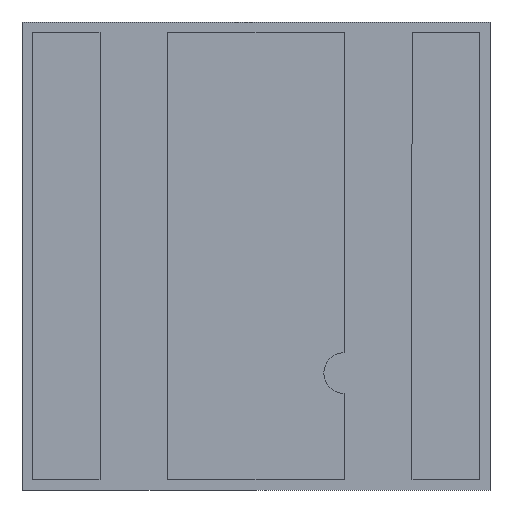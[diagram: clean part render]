
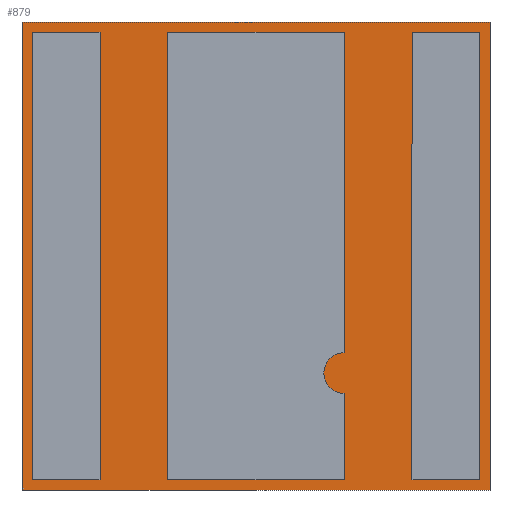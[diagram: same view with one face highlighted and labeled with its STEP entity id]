
A CAD part, front view. The second image highlights one B-rep face of the part: STEP entity #879.
In plain terms, the highlighted planar face has unit normal (0, -1, 0).
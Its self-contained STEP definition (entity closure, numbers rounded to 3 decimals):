
#6 = LINE ( 'NONE', #367, #646 ) ;
#14 = DIRECTION ( 'NONE',  ( 1., 0., 0. ) ) ;
#17 = LINE ( 'NONE', #378, #595 ) ;
#18 = CARTESIAN_POINT ( 'NONE',  ( -1.725, 0.05, 1.725 ) ) ;
#23 = VERTEX_POINT ( 'NONE', #735 ) ;
#29 = EDGE_CURVE ( '����ó��1_8+����ó��1_19+����ó��1_', #775, #257, #264, .T. ) ;
#52 = VECTOR ( 'NONE', #263, 1000. ) ;
#59 = EDGE_CURVE ( '����ó��1_8+����ó��1_27+����ó��1_', #125, #1095, #1121, .T. ) ;
#60 = DIRECTION ( 'NONE',  ( 0., 0., -1. ) ) ;
#62 = DIRECTION ( 'NONE',  ( -1., 0., 0. ) ) ;
#83 = VECTOR ( 'NONE', #1159, 1000. ) ;
#116 = CARTESIAN_POINT ( 'NONE',  ( -0.65, 0.05, -1.65 ) ) ;
#125 = VERTEX_POINT ( 'NONE', #379 ) ;
#133 = EDGE_CURVE ( '����ó��1_11+����ó��1_8+����ó��1_', #1171, #456, #568, .T. ) ;
#155 = FACE_BOUND ( 'NONE', #344, .T. ) ;
#169 = ORIENTED_EDGE ( 'NONE', *, *, #781, .F. ) ;
#183 = ORIENTED_EDGE ( 'NONE', *, *, #1136, .F. ) ;
#191 = LINE ( 'NONE', #293, #997 ) ;
#197 = DIRECTION ( 'NONE',  ( 0., -1., 0. ) ) ;
#207 = VECTOR ( 'NONE', #982, 1000. ) ;
#208 = ORIENTED_EDGE ( 'NONE', *, *, #832, .T. ) ;
#209 = ORIENTED_EDGE ( 'NONE', *, *, #443, .T. ) ;
#223 = EDGE_CURVE ( '����ó��1_8+����ó��1_24+����ó��1_', #848, #901, #413, .T. ) ;
#224 = ORIENTED_EDGE ( 'NONE', *, *, #406, .T. ) ;
#229 = LINE ( 'NONE', #603, #207 ) ;
#233 = CARTESIAN_POINT ( 'NONE',  ( -1.65, 0.05, 1.65 ) ) ;
#234 = VECTOR ( 'NONE', #655, 1000. ) ;
#239 = FACE_BOUND ( 'NONE', #810, .T. ) ;
#257 = VERTEX_POINT ( 'NONE', #360 ) ;
#259 = ORIENTED_EDGE ( 'NONE', *, *, #805, .F. ) ;
#261 = LINE ( 'NONE', #640, #392 ) ;
#263 = DIRECTION ( 'NONE',  ( 0., 0., -1. ) ) ;
#264 = LINE ( 'NONE', #645, #654 ) ;
#273 = CARTESIAN_POINT ( 'NONE',  ( -0.65, 0.05, 1.65 ) ) ;
#290 = ORIENTED_EDGE ( 'NONE', *, *, #534, .T. ) ;
#293 = CARTESIAN_POINT ( 'NONE',  ( -1.725, 0.05, -1.725 ) ) ;
#298 = DIRECTION ( 'NONE',  ( 0., 0., 1. ) ) ;
#306 = ORIENTED_EDGE ( 'NONE', *, *, #1119, .T. ) ;
#321 = EDGE_CURVE ( '����ó��1_8+����ó��1_20+����ó��1_', #257, #666, #399, .T. ) ;
#323 = LINE ( 'NONE', #704, #1055 ) ;
#331 = CARTESIAN_POINT ( 'NONE',  ( 0.65, 0.05, -1.013 ) ) ;
#340 = VERTEX_POINT ( 'NONE', #1111 ) ;
#341 = CARTESIAN_POINT ( 'NONE',  ( 0., 0.05, 0. ) ) ;
#343 = EDGE_CURVE ( '����ó��1_8+����ó��1_22+����ó��1_', #431, #775, #261, .T. ) ;
#344 = EDGE_LOOP ( 'NONE', ( #859, #1176, #306, #290 ) ) ;
#346 = AXIS2_PLACEMENT_3D ( 'NONE', #341, #723, #1099 ) ;
#360 = CARTESIAN_POINT ( 'NONE',  ( 1.15, 0.05, -1.65 ) ) ;
#367 = CARTESIAN_POINT ( 'NONE',  ( -1.725, 0.05, 1.725 ) ) ;
#375 = CARTESIAN_POINT ( 'NONE',  ( 1.725, 0.05, 1.725 ) ) ;
#378 = CARTESIAN_POINT ( 'NONE',  ( -0.65, 0.05, -1.65 ) ) ;
#379 = CARTESIAN_POINT ( 'NONE',  ( -0.65, 0.05, 1.65 ) ) ;
#392 = VECTOR ( 'NONE', #1018, 1000. ) ;
#399 = LINE ( 'NONE', #778, #83 ) ;
#406 = EDGE_CURVE ( '����ó��1_8+����ó��1_21+����ó��1_', #666, #431, #468, .T. ) ;
#407 = VERTEX_POINT ( 'NONE', #375 ) ;
#413 = LINE ( 'NONE', #1113, #52 ) ;
#425 = CARTESIAN_POINT ( 'NONE',  ( -1.15, 0.05, -1.65 ) ) ;
#429 = AXIS2_PLACEMENT_3D ( 'NONE', #1042, #197, #567 ) ;
#431 = VERTEX_POINT ( 'NONE', #667 ) ;
#433 = EDGE_CURVE ( '����ó��1_8+����ó��1_25+����ó��1_', #658, #848, #970, .T. ) ;
#443 = EDGE_CURVE ( '����ó��1_8+����ó��1_28+����ó��1_', #340, #125, #17, .T. ) ;
#450 = VECTOR ( 'NONE', #610, 1000. ) ;
#456 = VERTEX_POINT ( 'NONE', #1141 ) ;
#468 = LINE ( 'NONE', #844, #804 ) ;
#481 = DIRECTION ( 'NONE',  ( -1., 0., 0. ) ) ;
#509 = ORIENTED_EDGE ( 'NONE', *, *, #133, .F. ) ;
#518 = LINE ( 'NONE', #888, #784 ) ;
#521 = LINE ( 'NONE', #890, #1144 ) ;
#524 = PLANE ( 'NONE',  #346 ) ;
#526 = ORIENTED_EDGE ( 'NONE', *, *, #223, .T. ) ;
#532 = CARTESIAN_POINT ( 'NONE',  ( 0.65, 0.05, -1.65 ) ) ;
#534 = EDGE_CURVE ( '����ó��1_8+����ó��1_16+����ó��1_', #535, #865, #521, .T. ) ;
#535 = VERTEX_POINT ( 'NONE', #425 ) ;
#552 = CARTESIAN_POINT ( 'NONE',  ( -1.15, 0.05, 1.65 ) ) ;
#557 = CARTESIAN_POINT ( 'NONE',  ( 0.65, 0.05, -0.713 ) ) ;
#567 = DIRECTION ( 'NONE',  ( 0., 0., 1. ) ) ;
#568 = LINE ( 'NONE', #18, #1089 ) ;
#595 = VECTOR ( 'NONE', #762, 1000. ) ;
#598 = VERTEX_POINT ( 'NONE', #552 ) ;
#603 = CARTESIAN_POINT ( 'NONE',  ( 1.725, 0.05, 1.725 ) ) ;
#610 = DIRECTION ( 'NONE',  ( 1., 0., 0. ) ) ;
#619 = FACE_BOUND ( 'NONE', #1138, .T. ) ;
#640 = CARTESIAN_POINT ( 'NONE',  ( 1.65, 0.05, 1.65 ) ) ;
#645 = CARTESIAN_POINT ( 'NONE',  ( 1.15, 0.05, -1.65 ) ) ;
#646 = VECTOR ( 'NONE', #747, 1000. ) ;
#654 = VECTOR ( 'NONE', #1021, 1000. ) ;
#655 = DIRECTION ( 'NONE',  ( 1., 0., 0. ) ) ;
#658 = VERTEX_POINT ( 'NONE', #557 ) ;
#666 = VERTEX_POINT ( 'NONE', #1047 ) ;
#667 = CARTESIAN_POINT ( 'NONE',  ( 1.65, 0.05, 1.65 ) ) ;
#675 = DIRECTION ( 'NONE',  ( -1., 0., 0. ) ) ;
#701 = EDGE_CURVE ( '����ó��1_8+����ó��1_17+����ó��1_', #865, #23, #767, .T. ) ;
#704 = CARTESIAN_POINT ( 'NONE',  ( -1.15, 0.05, -1.65 ) ) ;
#709 = CARTESIAN_POINT ( 'NONE',  ( -1.725, 0.05, -1.725 ) ) ;
#711 = ORIENTED_EDGE ( 'NONE', *, *, #59, .T. ) ;
#723 = DIRECTION ( 'NONE',  ( 0., -1., 0. ) ) ;
#731 = ORIENTED_EDGE ( 'NONE', *, *, #1064, .T. ) ;
#735 = CARTESIAN_POINT ( 'NONE',  ( -1.65, 0.05, 1.65 ) ) ;
#747 = DIRECTION ( 'NONE',  ( 1., 0., 0. ) ) ;
#760 = ORIENTED_EDGE ( 'NONE', *, *, #433, .T. ) ;
#762 = DIRECTION ( 'NONE',  ( 0., 0., 1. ) ) ;
#767 = LINE ( 'NONE', #1148, #836 ) ;
#775 = VERTEX_POINT ( 'NONE', #835 ) ;
#778 = CARTESIAN_POINT ( 'NONE',  ( 1.15, 0.05, -1.65 ) ) ;
#781 = EDGE_CURVE ( '����ó��1_12+����ó��1_8+����ó��1', #456, #407, #6, .T. ) ;
#784 = VECTOR ( 'NONE', #60, 1000. ) ;
#804 = VECTOR ( 'NONE', #14, 1000. ) ;
#805 = EDGE_CURVE ( '����ó��1_10+����ó��1_8+����ó��1', #969, #1171, #191, .T. ) ;
#810 = EDGE_LOOP ( 'NONE', ( #731, #209, #711, #208, #760, #526 ) ) ;
#815 = CARTESIAN_POINT ( 'NONE',  ( 1.725, 0.05, -1.725 ) ) ;
#832 = EDGE_CURVE ( '����ó��1_8+����ó��1_26+����ó��1_', #1095, #658, #518, .T. ) ;
#835 = CARTESIAN_POINT ( 'NONE',  ( 1.65, 0.05, -1.65 ) ) ;
#836 = VECTOR ( 'NONE', #298, 1000. ) ;
#841 = ORIENTED_EDGE ( 'NONE', *, *, #29, .T. ) ;
#844 = CARTESIAN_POINT ( 'NONE',  ( 1.15, 0.05, 1.65 ) ) ;
#848 = VERTEX_POINT ( 'NONE', #331 ) ;
#859 = ORIENTED_EDGE ( 'NONE', *, *, #701, .T. ) ;
#865 = VERTEX_POINT ( 'NONE', #1090 ) ;
#870 = CARTESIAN_POINT ( 'NONE',  ( 0.65, 0.05, 1.65 ) ) ;
#879 = ADVANCED_FACE ( 'NONE', ( #239, #619, #991, #155 ), #524, .T. ) ;
#888 = CARTESIAN_POINT ( 'NONE',  ( 0.65, 0.05, -0.713 ) ) ;
#890 = CARTESIAN_POINT ( 'NONE',  ( -1.65, 0.05, -1.65 ) ) ;
#901 = VERTEX_POINT ( 'NONE', #532 ) ;
#952 = LINE ( 'NONE', #116, #1093 ) ;
#960 = EDGE_LOOP ( 'NONE', ( #183, #169, #509, #259 ) ) ;
#969 = VERTEX_POINT ( 'NONE', #815 ) ;
#970 = CIRCLE ( 'NONE', #429, 0.15 ) ;
#982 = DIRECTION ( 'NONE',  ( 0., 0., -1. ) ) ;
#991 = FACE_OUTER_BOUND ( 'NONE', #960, .T. ) ;
#997 = VECTOR ( 'NONE', #675, 1000. ) ;
#1018 = DIRECTION ( 'NONE',  ( 0., 0., -1. ) ) ;
#1021 = DIRECTION ( 'NONE',  ( -1., 0., 0. ) ) ;
#1042 = CARTESIAN_POINT ( 'NONE',  ( 0.65, 0.05, -0.863 ) ) ;
#1047 = CARTESIAN_POINT ( 'NONE',  ( 1.15, 0.05, 1.65 ) ) ;
#1052 = DIRECTION ( 'NONE',  ( 0., 0., 1. ) ) ;
#1055 = VECTOR ( 'NONE', #1080, 1000. ) ;
#1061 = ORIENTED_EDGE ( 'NONE', *, *, #343, .T. ) ;
#1064 = EDGE_CURVE ( '����ó��1_8+����ó��1_23+����ó��1_', #901, #340, #952, .T. ) ;
#1080 = DIRECTION ( 'NONE',  ( 0., 0., -1. ) ) ;
#1085 = LINE ( 'NONE', #233, #450 ) ;
#1089 = VECTOR ( 'NONE', #1052, 1000. ) ;
#1090 = CARTESIAN_POINT ( 'NONE',  ( -1.65, 0.05, -1.65 ) ) ;
#1093 = VECTOR ( 'NONE', #481, 1000. ) ;
#1095 = VERTEX_POINT ( 'NONE', #870 ) ;
#1099 = DIRECTION ( 'NONE',  ( 0., 0., -1. ) ) ;
#1111 = CARTESIAN_POINT ( 'NONE',  ( -0.65, 0.05, -1.65 ) ) ;
#1113 = CARTESIAN_POINT ( 'NONE',  ( 0.65, 0.05, -1.65 ) ) ;
#1119 = EDGE_CURVE ( '����ó��1_8+����ó��1_15+����ó��1_', #598, #535, #323, .T. ) ;
#1121 = LINE ( 'NONE', #273, #234 ) ;
#1136 = EDGE_CURVE ( '����ó��1_9+����ó��1_8+����ó��1_', #407, #969, #229, .T. ) ;
#1138 = EDGE_LOOP ( 'NONE', ( #1061, #841, #1192, #224 ) ) ;
#1141 = CARTESIAN_POINT ( 'NONE',  ( -1.725, 0.05, 1.725 ) ) ;
#1144 = VECTOR ( 'NONE', #62, 1000. ) ;
#1148 = CARTESIAN_POINT ( 'NONE',  ( -1.65, 0.05, 1.65 ) ) ;
#1159 = DIRECTION ( 'NONE',  ( 0., 0., 1. ) ) ;
#1171 = VERTEX_POINT ( 'NONE', #709 ) ;
#1173 = EDGE_CURVE ( '����ó��1_8+����ó��1_14+����ó��1_', #23, #598, #1085, .T. ) ;
#1176 = ORIENTED_EDGE ( 'NONE', *, *, #1173, .T. ) ;
#1192 = ORIENTED_EDGE ( 'NONE', *, *, #321, .T. ) ;
